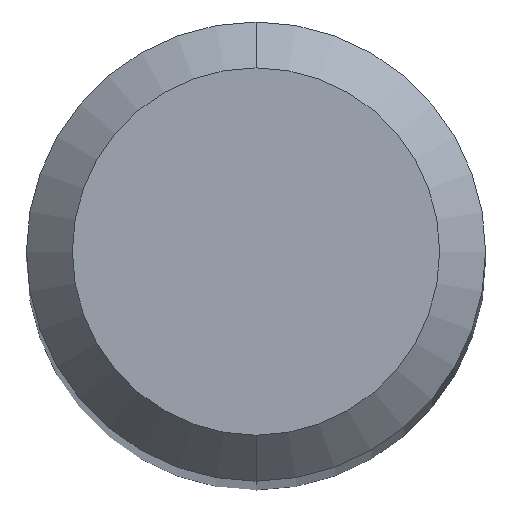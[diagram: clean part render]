
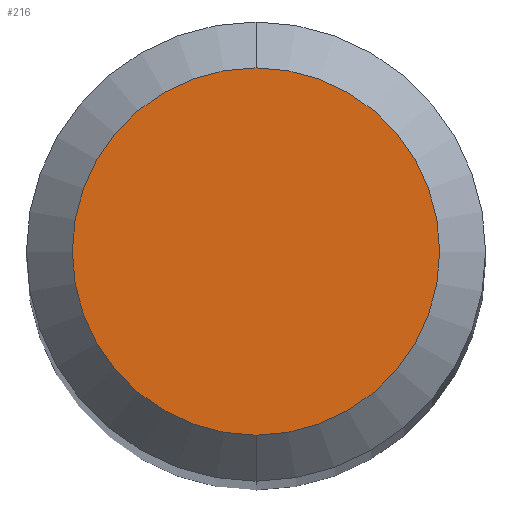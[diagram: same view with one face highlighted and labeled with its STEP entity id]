
A CAD part, top view. The second image highlights one B-rep face of the part: STEP entity #216.
In plain terms, the highlighted planar face has unit normal (0, 0, 1).
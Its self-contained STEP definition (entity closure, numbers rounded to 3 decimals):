
#160=VERTEX_POINT('',#317);
#204=EDGE_CURVE('',#230,#160,#368,.T.);
#216=ADVANCED_FACE('',(#382),#383,.T.);
#218=EDGE_CURVE('',#160,#230,#385,.T.);
#230=VERTEX_POINT('',#401);
#317=CARTESIAN_POINT('',(0.,-1.2,0.0));
#368=CIRCLE('',#564,1.2);
#382=FACE_OUTER_BOUND('',#578,.T.);
#383=PLANE('',#579);
#385=CIRCLE('',#582,1.2);
#401=CARTESIAN_POINT('',(0.0,1.2,0.0));
#564=AXIS2_PLACEMENT_3D('',#747,#748,#749);
#578=EDGE_LOOP('',(#767,#768));
#579=AXIS2_PLACEMENT_3D('',#769,#770,#771);
#582=AXIS2_PLACEMENT_3D('',#772,#773,#774);
#747=CARTESIAN_POINT('',(0.0,0.0,0.0));
#748=DIRECTION('',(0.0,0.0,-1.0));
#749=DIRECTION('',(0.0,1.0,0.0));
#767=ORIENTED_EDGE('',*,*,#204,.F.);
#768=ORIENTED_EDGE('',*,*,#218,.F.);
#769=CARTESIAN_POINT('',(0.0,0.6,0.0));
#770=DIRECTION('',(-0.0,0.0,1.0));
#771=DIRECTION('',(0.0,-1.0,0.0));
#772=CARTESIAN_POINT('',(0.0,0.0,0.0));
#773=DIRECTION('',(0.0,0.0,-1.0));
#774=DIRECTION('',(0.0,1.0,0.0));
